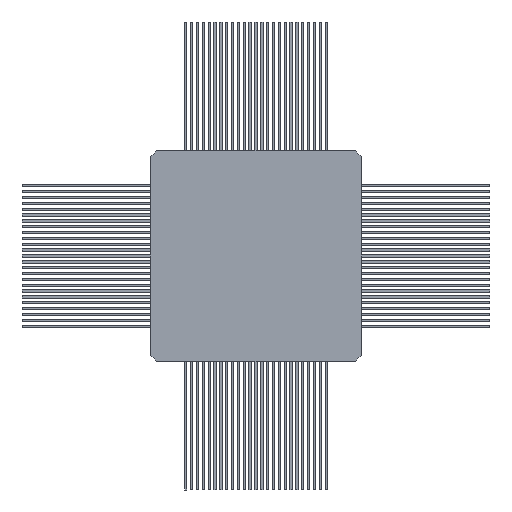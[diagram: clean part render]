
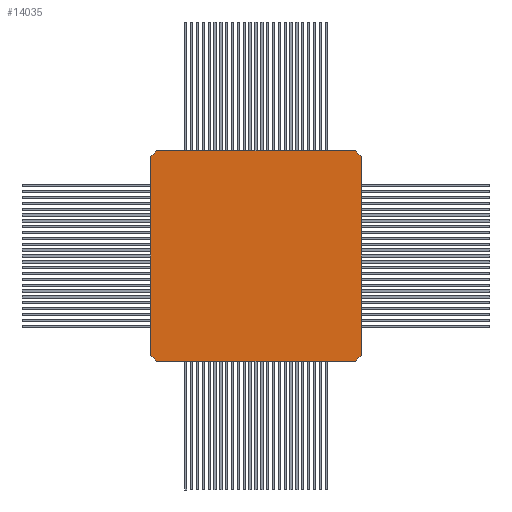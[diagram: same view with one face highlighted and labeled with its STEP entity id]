
A CAD part, front view. The second image highlights one B-rep face of the part: STEP entity #14035.
In plain terms, the highlighted planar face has unit normal (0, -1, 0).
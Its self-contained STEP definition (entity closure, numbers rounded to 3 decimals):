
#95 = CARTESIAN_POINT ( 'NONE',  ( -4.9, 0., 4.9 ) ) ;
#449 = LINE ( 'NONE', #24749, #10673 ) ;
#921 = ORIENTED_EDGE ( 'NONE', *, *, #6510, .F. ) ;
#975 = CARTESIAN_POINT ( 'NONE',  ( -9., 0., -8.5 ) ) ;
#1106 = VECTOR ( 'NONE', #17674, 1000. ) ;
#1616 = VECTOR ( 'NONE', #10388, 1000. ) ;
#1633 = VERTEX_POINT ( 'NONE', #2647 ) ;
#1724 = CARTESIAN_POINT ( 'NONE',  ( -9., 0., 8.5 ) ) ;
#2148 = DIRECTION ( 'NONE',  ( 0., 1., 0. ) ) ;
#2198 = LINE ( 'NONE', #11187, #17822 ) ;
#2320 = EDGE_CURVE ( 'NONE', #12811, #13656, #5539, .T. ) ;
#2482 = CARTESIAN_POINT ( 'NONE',  ( -8.5, 0., 9. ) ) ;
#2647 = CARTESIAN_POINT ( 'NONE',  ( 8.5, 0., -9. ) ) ;
#3828 = LINE ( 'NONE', #975, #8616 ) ;
#4813 = ORIENTED_EDGE ( 'NONE', *, *, #14327, .F. ) ;
#4879 = VECTOR ( 'NONE', #15558, 1000. ) ;
#4999 = CARTESIAN_POINT ( 'NONE',  ( -9., 0., -8.5 ) ) ;
#5539 = LINE ( 'NONE', #15375, #4879 ) ;
#5742 = VERTEX_POINT ( 'NONE', #11257 ) ;
#6510 = EDGE_CURVE ( 'NONE', #21699, #17219, #2198, .T. ) ;
#7025 = DIRECTION ( 'NONE',  ( 0.707, 0., 0.707 ) ) ;
#7069 = CARTESIAN_POINT ( 'NONE',  ( -8.5, 0., 9. ) ) ;
#7072 = EDGE_CURVE ( 'NONE', #5742, #8604, #22704, .T. ) ;
#7606 = CARTESIAN_POINT ( 'NONE',  ( -8.5, 0., -9. ) ) ;
#8604 = VERTEX_POINT ( 'NONE', #21756 ) ;
#8616 = VECTOR ( 'NONE', #17289, 1000. ) ;
#8676 = ORIENTED_EDGE ( 'NONE', *, *, #18075, .F. ) ;
#9079 = DIRECTION ( 'NONE',  ( 1., 0., 0. ) ) ;
#9134 = LINE ( 'NONE', #7069, #19353 ) ;
#9226 = VERTEX_POINT ( 'NONE', #9505 ) ;
#9505 = CARTESIAN_POINT ( 'NONE',  ( 8.5, 0., 9. ) ) ;
#10042 = EDGE_CURVE ( 'NONE', #9226, #5742, #449, .T. ) ;
#10045 = ORIENTED_EDGE ( 'NONE', *, *, #10042, .F. ) ;
#10388 = DIRECTION ( 'NONE',  ( 0., 0., -1. ) ) ;
#10673 = VECTOR ( 'NONE', #14515, 1000. ) ;
#11187 = CARTESIAN_POINT ( 'NONE',  ( -9., 0., 8.5 ) ) ;
#11257 = CARTESIAN_POINT ( 'NONE',  ( 9., 0., 8.5 ) ) ;
#12334 = DIRECTION ( 'NONE',  ( -1., 0., 0. ) ) ;
#12811 = VERTEX_POINT ( 'NONE', #7606 ) ;
#13430 = EDGE_CURVE ( 'NONE', #1633, #12811, #25357, .T. ) ;
#13656 = VERTEX_POINT ( 'NONE', #4999 ) ;
#13660 = ORIENTED_EDGE ( 'NONE', *, *, #26016, .F. ) ;
#14035 = ADVANCED_FACE ( 'NONE', ( #23354 ), #14310, .F. ) ;
#14310 = PLANE ( 'NONE',  #19674 ) ;
#14327 = EDGE_CURVE ( 'NONE', #13656, #21699, #3828, .T. ) ;
#14515 = DIRECTION ( 'NONE',  ( 0.707, 0., -0.707 ) ) ;
#14517 = ORIENTED_EDGE ( 'NONE', *, *, #13430, .F. ) ;
#15093 = EDGE_LOOP ( 'NONE', ( #14517, #13660, #19490, #10045, #8676, #921, #4813, #25050 ) ) ;
#15375 = CARTESIAN_POINT ( 'NONE',  ( -9., 0., -8.5 ) ) ;
#15558 = DIRECTION ( 'NONE',  ( -0.707, 0., 0.707 ) ) ;
#15562 = CARTESIAN_POINT ( 'NONE',  ( 8.5, 0., -9. ) ) ;
#16379 = DIRECTION ( 'NONE',  ( 0., 0., 1. ) ) ;
#16711 = LINE ( 'NONE', #15562, #1106 ) ;
#17219 = VERTEX_POINT ( 'NONE', #2482 ) ;
#17289 = DIRECTION ( 'NONE',  ( 0., 0., 1. ) ) ;
#17674 = DIRECTION ( 'NONE',  ( -0.707, 0., -0.707 ) ) ;
#17822 = VECTOR ( 'NONE', #7025, 1000. ) ;
#18075 = EDGE_CURVE ( 'NONE', #17219, #9226, #9134, .T. ) ;
#19353 = VECTOR ( 'NONE', #9079, 1000. ) ;
#19490 = ORIENTED_EDGE ( 'NONE', *, *, #7072, .F. ) ;
#19674 = AXIS2_PLACEMENT_3D ( 'NONE', #95, #2148, #16379 ) ;
#21699 = VERTEX_POINT ( 'NONE', #1724 ) ;
#21756 = CARTESIAN_POINT ( 'NONE',  ( 9., 0., -8.5 ) ) ;
#22554 = CARTESIAN_POINT ( 'NONE',  ( -8.5, 0., -9. ) ) ;
#22704 = LINE ( 'NONE', #24671, #1616 ) ;
#23354 = FACE_OUTER_BOUND ( 'NONE', #15093, .T. ) ;
#24671 = CARTESIAN_POINT ( 'NONE',  ( 9., 0., -8.5 ) ) ;
#24705 = VECTOR ( 'NONE', #12334, 1000. ) ;
#24749 = CARTESIAN_POINT ( 'NONE',  ( 8.5, 0., 9. ) ) ;
#25050 = ORIENTED_EDGE ( 'NONE', *, *, #2320, .F. ) ;
#25357 = LINE ( 'NONE', #22554, #24705 ) ;
#26016 = EDGE_CURVE ( 'NONE', #8604, #1633, #16711, .T. ) ;
